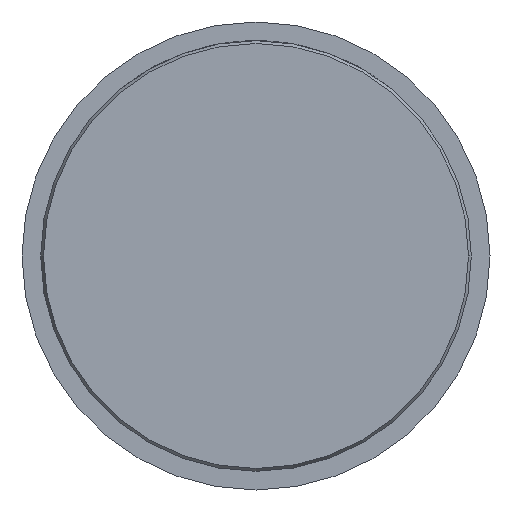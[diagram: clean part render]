
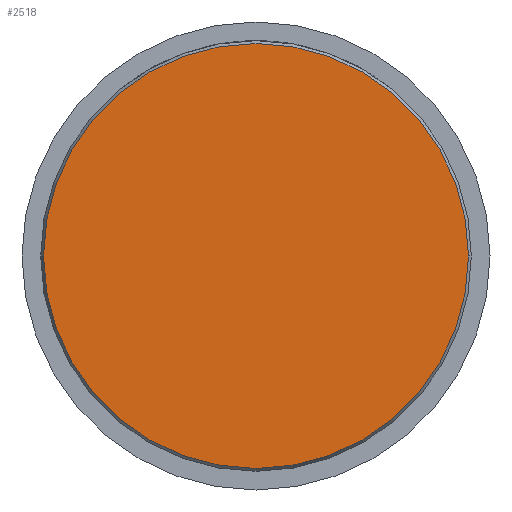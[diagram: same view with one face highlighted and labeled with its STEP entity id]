
A CAD part, front view. The second image highlights one B-rep face of the part: STEP entity #2518.
In plain terms, the highlighted planar face has unit normal (0, -1, 0).
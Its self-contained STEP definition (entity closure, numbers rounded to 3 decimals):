
#130 = AXIS2_PLACEMENT_3D ( 'NONE', #567, #1003, #1491 ) ;
#134 = DIRECTION ( 'NONE',  ( 1., 0., 0. ) ) ;
#155 = CIRCLE ( 'NONE', #910, 1.135 ) ;
#292 = EDGE_LOOP ( 'NONE', ( #2793, #2134 ) ) ;
#343 = CARTESIAN_POINT ( 'NONE',  ( 1.135, -5., 0. ) ) ;
#386 = PLANE ( 'NONE',  #1613 ) ;
#567 = CARTESIAN_POINT ( 'NONE',  ( 0., -5., 0. ) ) ;
#910 = AXIS2_PLACEMENT_3D ( 'NONE', #2517, #2747, #1124 ) ;
#931 = VERTEX_POINT ( 'NONE', #343 ) ;
#1003 = DIRECTION ( 'NONE',  ( 0., 1., 0. ) ) ;
#1093 = EDGE_CURVE ( 'Defeature ausgef�hrt2_4+Defeature ausgef�hrt2_5+Defeature ausgef�hrt2_5+Defeature ausgef�hrt2_5', #2267, #931, #2529, .T. ) ;
#1124 = DIRECTION ( 'NONE',  ( -1., 0., 0. ) ) ;
#1268 = EDGE_CURVE ( 'Defeature ausgef�hrt2_4+Defeature ausgef�hrt2_5+Defeature ausgef�hrt2_5+Defeature ausgef�hrt2_5', #931, #2267, #155, .T. ) ;
#1491 = DIRECTION ( 'NONE',  ( -1., 0., 0. ) ) ;
#1528 = CARTESIAN_POINT ( 'NONE',  ( -1.135, -5., 0. ) ) ;
#1613 = AXIS2_PLACEMENT_3D ( 'NONE', #1528, #2459, #134 ) ;
#1843 = CARTESIAN_POINT ( 'NONE',  ( -1.135, -5., 0. ) ) ;
#2134 = ORIENTED_EDGE ( 'NONE', *, *, #1268, .F. ) ;
#2246 = FACE_OUTER_BOUND ( 'NONE', #292, .T. ) ;
#2267 = VERTEX_POINT ( 'NONE', #1843 ) ;
#2459 = DIRECTION ( 'NONE',  ( 0., -1., 0. ) ) ;
#2517 = CARTESIAN_POINT ( 'NONE',  ( 0., -5., 0. ) ) ;
#2518 = ADVANCED_FACE ( 'Defeature ausgef�hrt2_5', ( #2246 ), #386, .T. ) ;
#2529 = CIRCLE ( 'NONE', #130, 1.135 ) ;
#2747 = DIRECTION ( 'NONE',  ( 0., 1., 0. ) ) ;
#2793 = ORIENTED_EDGE ( 'NONE', *, *, #1093, .F. ) ;
